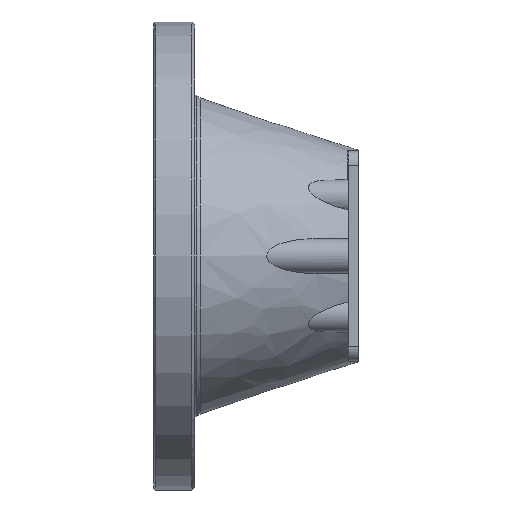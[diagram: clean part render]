
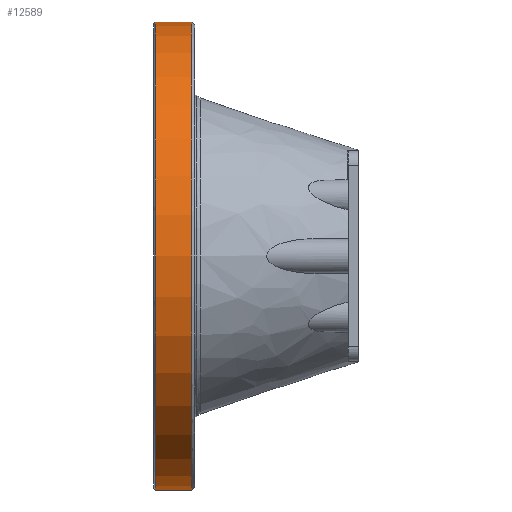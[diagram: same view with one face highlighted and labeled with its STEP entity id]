
A CAD part, front view. The second image highlights one B-rep face of the part: STEP entity #12589.
In plain terms, the highlighted cylindrical face has radius 80 mm (diameter 160 mm), a full revolution.
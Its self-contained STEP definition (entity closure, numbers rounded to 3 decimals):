
#12525=CARTESIAN_POINT('',(8.023,20.764,3.087));
#12526=VERTEX_POINT('',#12525);
#12536=CARTESIAN_POINT('',(8.023,-139.236,3.087));
#12537=VERTEX_POINT('',#12536);
#12538=CARTESIAN_POINT('',(8.023,-59.236,3.087));
#12539=DIRECTION('',(1.0,0.0,0.0));
#12540=DIRECTION('',(0.0,1.0,0.0));
#12541=AXIS2_PLACEMENT_3D('',#12538,#12539,#12540);
#12542=CIRCLE('',#12541,80.0);
#12543=EDGE_CURVE('',#12526,#12537,#12542,.T.);
#12545=CARTESIAN_POINT('',(8.023,-59.236,3.087));
#12546=DIRECTION('',(1.0,0.0,0.0));
#12547=DIRECTION('',(0.0,1.0,0.0));
#12548=AXIS2_PLACEMENT_3D('',#12545,#12546,#12547);
#12549=CIRCLE('',#12548,80.0);
#12550=EDGE_CURVE('',#12537,#12526,#12549,.T.);
#12555=CARTESIAN_POINT('',(9.023,-59.236,3.087));
#12556=DIRECTION('',(1.0,0.0,0.0));
#12557=DIRECTION('',(0.0,1.0,0.0));
#12558=AXIS2_PLACEMENT_3D('',#12555,#12556,#12557);
#12559=CYLINDRICAL_SURFACE('',#12558,80.0);
#12560=CARTESIAN_POINT('',(-4.477,20.764,3.087));
#12561=VERTEX_POINT('',#12560);
#12562=CARTESIAN_POINT('',(8.023,20.764,3.087));
#12563=DIRECTION('',(-1.0,0.0,0.0));
#12564=VECTOR('',#12563,12.5);
#12565=LINE('',#12562,#12564);
#12566=EDGE_CURVE('',#12526,#12561,#12565,.T.);
#12567=ORIENTED_EDGE('',*,*,#12566,.T.);
#12568=CARTESIAN_POINT('',(-4.477,-139.236,3.087));
#12569=VERTEX_POINT('',#12568);
#12570=CARTESIAN_POINT('',(-4.477,-59.236,3.087));
#12571=DIRECTION('',(1.0,0.0,0.0));
#12572=DIRECTION('',(0.0,1.0,0.0));
#12573=AXIS2_PLACEMENT_3D('',#12570,#12571,#12572);
#12574=CIRCLE('',#12573,80.0);
#12575=EDGE_CURVE('',#12561,#12569,#12574,.T.);
#12576=ORIENTED_EDGE('',*,*,#12575,.T.);
#12577=CARTESIAN_POINT('',(-4.477,-59.236,3.087));
#12578=DIRECTION('',(1.0,0.0,0.0));
#12579=DIRECTION('',(0.0,1.0,0.0));
#12580=AXIS2_PLACEMENT_3D('',#12577,#12578,#12579);
#12581=CIRCLE('',#12580,80.0);
#12582=EDGE_CURVE('',#12569,#12561,#12581,.T.);
#12583=ORIENTED_EDGE('',*,*,#12582,.T.);
#12584=ORIENTED_EDGE('',*,*,#12566,.F.);
#12585=ORIENTED_EDGE('',*,*,#12550,.F.);
#12586=ORIENTED_EDGE('',*,*,#12543,.F.);
#12587=EDGE_LOOP('',(#12567,#12576,#12583,#12584,#12585,#12586));
#12588=FACE_OUTER_BOUND('',#12587,.T.);
#12589=ADVANCED_FACE('',(#12588),#12559,.T.);
